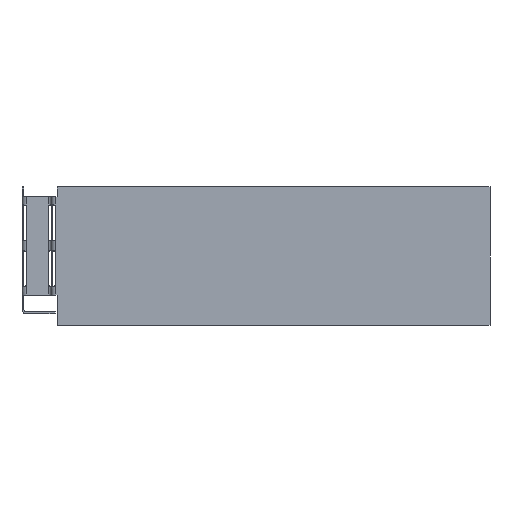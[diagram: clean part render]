
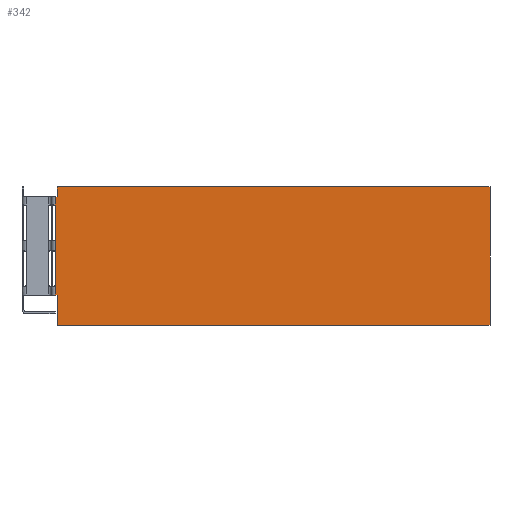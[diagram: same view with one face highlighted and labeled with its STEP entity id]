
A CAD part, front view. The second image highlights one B-rep face of the part: STEP entity #342.
In plain terms, the highlighted planar face has unit normal (0, -1, 0).
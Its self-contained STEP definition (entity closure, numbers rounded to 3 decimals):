
#261=AXIS2_PLACEMENT_3D('Plane Axis2P3D',#258,#259,#260) ;
#274=AXIS2_PLACEMENT_3D('Circle Axis2P3D',#272,#273,$) ;
#288=AXIS2_PLACEMENT_3D('Circle Axis2P3D',#286,#287,$) ;
#302=AXIS2_PLACEMENT_3D('Circle Axis2P3D',#300,#301,$) ;
#321=AXIS2_PLACEMENT_3D('Circle Axis2P3D',#319,#320,$) ;
#41=CARTESIAN_POINT('Vertex',(14.685,0.,53.5)) ;
#57=CARTESIAN_POINT('Vertex',(13.89,0.,53.5)) ;
#60=CARTESIAN_POINT('Line Origine',(14.288,0.,53.5)) ;
#77=CARTESIAN_POINT('Line Origine',(14.685,0.,55.5)) ;
#81=CARTESIAN_POINT('Vertex',(14.685,0.,57.5)) ;
#108=CARTESIAN_POINT('Line Origine',(104.685,0.,57.5)) ;
#112=CARTESIAN_POINT('Vertex',(194.685,0.,57.5)) ;
#146=CARTESIAN_POINT('Line Origine',(194.685,0.,28.75)) ;
#150=CARTESIAN_POINT('Vertex',(194.685,0.,0.)) ;
#177=CARTESIAN_POINT('Line Origine',(104.685,0.,0.)) ;
#181=CARTESIAN_POINT('Vertex',(14.685,0.,0.)) ;
#208=CARTESIAN_POINT('Line Origine',(14.685,0.,6.25)) ;
#212=CARTESIAN_POINT('Vertex',(14.685,0.,12.5)) ;
#232=CARTESIAN_POINT('Line Origine',(14.288,0.,12.5)) ;
#236=CARTESIAN_POINT('Vertex',(13.89,0.,12.5)) ;
#258=CARTESIAN_POINT('Axis2P3D Location',(-80.315,0.,-7.5)) ;
#263=CARTESIAN_POINT('Line Origine',(14.135,0.,42.5)) ;
#267=CARTESIAN_POINT('Vertex',(14.135,0.,48.75)) ;
#269=CARTESIAN_POINT('Vertex',(14.135,0.,36.25)) ;
#272=CARTESIAN_POINT('Axis2P3D Location',(12.885,0.,36.25)) ;
#276=CARTESIAN_POINT('Vertex',(13.89,0.,35.507)) ;
#279=CARTESIAN_POINT('Line Origine',(13.89,0.,33.)) ;
#283=CARTESIAN_POINT('Vertex',(13.89,0.,30.493)) ;
#286=CARTESIAN_POINT('Axis2P3D Location',(12.885,0.,29.75)) ;
#290=CARTESIAN_POINT('Vertex',(14.135,0.,29.75)) ;
#293=CARTESIAN_POINT('Line Origine',(14.135,0.,23.5)) ;
#297=CARTESIAN_POINT('Vertex',(14.135,0.,17.25)) ;
#300=CARTESIAN_POINT('Axis2P3D Location',(12.885,0.,17.25)) ;
#304=CARTESIAN_POINT('Vertex',(13.89,0.,16.507)) ;
#307=CARTESIAN_POINT('Line Origine',(13.89,0.,14.503)) ;
#312=CARTESIAN_POINT('Line Origine',(13.89,0.,51.497)) ;
#316=CARTESIAN_POINT('Vertex',(13.89,0.,49.493)) ;
#319=CARTESIAN_POINT('Axis2P3D Location',(12.885,0.,48.75)) ;
#61=DIRECTION('Vector Direction',(-1.,0.,0.)) ;
#78=DIRECTION('Vector Direction',(0.,0.,1.)) ;
#109=DIRECTION('Vector Direction',(1.,0.,0.)) ;
#147=DIRECTION('Vector Direction',(0.,0.,-1.)) ;
#178=DIRECTION('Vector Direction',(-1.,0.,0.)) ;
#209=DIRECTION('Vector Direction',(0.,0.,1.)) ;
#233=DIRECTION('Vector Direction',(1.,0.,0.)) ;
#259=DIRECTION('Axis2P3D Direction',(0.,1.,0.)) ;
#260=DIRECTION('Axis2P3D XDirection',(-1.,0.,0.)) ;
#264=DIRECTION('Vector Direction',(0.,0.,1.)) ;
#273=DIRECTION('Axis2P3D Direction',(0.,1.,0.)) ;
#280=DIRECTION('Vector Direction',(0.,0.,-1.)) ;
#287=DIRECTION('Axis2P3D Direction',(0.,1.,0.)) ;
#294=DIRECTION('Vector Direction',(0.,0.,-1.)) ;
#301=DIRECTION('Axis2P3D Direction',(0.,1.,0.)) ;
#308=DIRECTION('Vector Direction',(0.,0.,-1.)) ;
#313=DIRECTION('Vector Direction',(0.,0.,-1.)) ;
#320=DIRECTION('Axis2P3D Direction',(0.,1.,0.)) ;
#62=VECTOR('Line Direction',#61,1.) ;
#79=VECTOR('Line Direction',#78,1.) ;
#110=VECTOR('Line Direction',#109,1.) ;
#148=VECTOR('Line Direction',#147,1.) ;
#179=VECTOR('Line Direction',#178,1.) ;
#210=VECTOR('Line Direction',#209,1.) ;
#234=VECTOR('Line Direction',#233,1.) ;
#265=VECTOR('Line Direction',#264,1.) ;
#281=VECTOR('Line Direction',#280,1.) ;
#295=VECTOR('Line Direction',#294,1.) ;
#309=VECTOR('Line Direction',#308,1.) ;
#314=VECTOR('Line Direction',#313,1.) ;
#325=ORIENTED_EDGE('',*,*,#271,.T.) ;
#326=ORIENTED_EDGE('',*,*,#278,.T.) ;
#327=ORIENTED_EDGE('',*,*,#285,.T.) ;
#328=ORIENTED_EDGE('',*,*,#292,.F.) ;
#329=ORIENTED_EDGE('',*,*,#299,.T.) ;
#330=ORIENTED_EDGE('',*,*,#306,.T.) ;
#331=ORIENTED_EDGE('',*,*,#311,.T.) ;
#332=ORIENTED_EDGE('',*,*,#238,.T.) ;
#333=ORIENTED_EDGE('',*,*,#214,.F.) ;
#334=ORIENTED_EDGE('',*,*,#183,.F.) ;
#335=ORIENTED_EDGE('',*,*,#152,.F.) ;
#336=ORIENTED_EDGE('',*,*,#114,.F.) ;
#337=ORIENTED_EDGE('',*,*,#83,.F.) ;
#338=ORIENTED_EDGE('',*,*,#64,.T.) ;
#339=ORIENTED_EDGE('',*,*,#318,.T.) ;
#340=ORIENTED_EDGE('',*,*,#323,.T.) ;
#342=ADVANCED_FACE('Koerper.2',(#341),#262,.F.) ;
#275=CIRCLE('generated circle',#274,1.25) ;
#289=CIRCLE('generated circle',#288,1.25) ;
#303=CIRCLE('generated circle',#302,1.25) ;
#322=CIRCLE('generated circle',#321,1.25) ;
#64=EDGE_CURVE('',#42,#58,#63,.T.) ;
#83=EDGE_CURVE('',#42,#82,#80,.T.) ;
#114=EDGE_CURVE('',#82,#113,#111,.T.) ;
#152=EDGE_CURVE('',#113,#151,#149,.T.) ;
#183=EDGE_CURVE('',#151,#182,#180,.T.) ;
#214=EDGE_CURVE('',#182,#213,#211,.T.) ;
#238=EDGE_CURVE('',#237,#213,#235,.T.) ;
#271=EDGE_CURVE('',#268,#270,#266,.F.) ;
#278=EDGE_CURVE('',#270,#277,#275,.T.) ;
#285=EDGE_CURVE('',#277,#284,#282,.T.) ;
#292=EDGE_CURVE('',#291,#284,#289,.F.) ;
#299=EDGE_CURVE('',#291,#298,#296,.T.) ;
#306=EDGE_CURVE('',#298,#305,#303,.T.) ;
#311=EDGE_CURVE('',#305,#237,#310,.T.) ;
#318=EDGE_CURVE('',#58,#317,#315,.T.) ;
#323=EDGE_CURVE('',#317,#268,#322,.T.) ;
#324=EDGE_LOOP('',(#325,#326,#327,#328,#329,#330,#331,#332,#333,#334,#335,#336,#337,#338,#339,#340)) ;
#341=FACE_OUTER_BOUND('',#324,.T.) ;
#63=LINE('Line',#60,#62) ;
#80=LINE('Line',#77,#79) ;
#111=LINE('Line',#108,#110) ;
#149=LINE('Line',#146,#148) ;
#180=LINE('Line',#177,#179) ;
#211=LINE('Line',#208,#210) ;
#235=LINE('Line',#232,#234) ;
#266=LINE('Line',#263,#265) ;
#282=LINE('Line',#279,#281) ;
#296=LINE('Line',#293,#295) ;
#310=LINE('Line',#307,#309) ;
#315=LINE('Line',#312,#314) ;
#262=PLANE('',#261) ;
#42=VERTEX_POINT('',#41) ;
#58=VERTEX_POINT('',#57) ;
#82=VERTEX_POINT('',#81) ;
#113=VERTEX_POINT('',#112) ;
#151=VERTEX_POINT('',#150) ;
#182=VERTEX_POINT('',#181) ;
#213=VERTEX_POINT('',#212) ;
#237=VERTEX_POINT('',#236) ;
#268=VERTEX_POINT('',#267) ;
#270=VERTEX_POINT('',#269) ;
#277=VERTEX_POINT('',#276) ;
#284=VERTEX_POINT('',#283) ;
#291=VERTEX_POINT('',#290) ;
#298=VERTEX_POINT('',#297) ;
#305=VERTEX_POINT('',#304) ;
#317=VERTEX_POINT('',#316) ;
